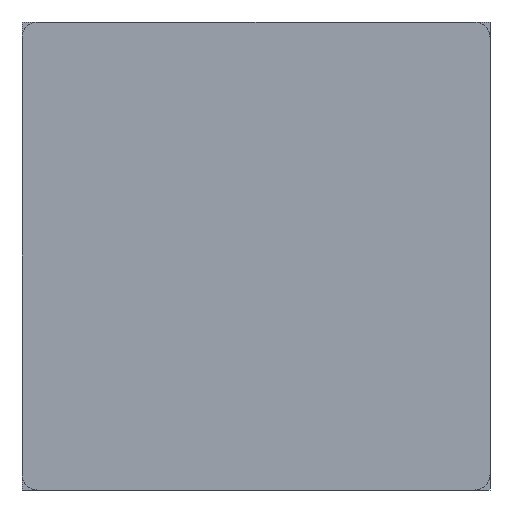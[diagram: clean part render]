
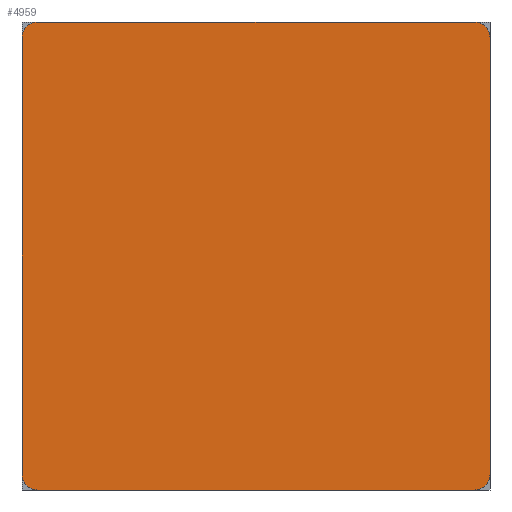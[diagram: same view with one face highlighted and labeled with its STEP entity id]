
A CAD part, front view. The second image highlights one B-rep face of the part: STEP entity #4959.
In plain terms, the highlighted planar face has unit normal (0, -1, 0).
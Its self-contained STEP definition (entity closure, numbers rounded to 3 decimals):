
#390=PLANE('',#5357);
#472=CIRCLE('',#5355,0.05);
#474=CIRCLE('',#5358,0.05);
#475=CIRCLE('',#5359,0.05);
#476=CIRCLE('',#5360,0.05);
#765=FACE_OUTER_BOUND('',#1077,.T.);
#1077=EDGE_LOOP('',(#4578,#4579,#4580,#4581,#4582,#4583,#4584,#4585));
#1614=LINE('',#10770,#2136);
#1615=LINE('',#10774,#2137);
#1616=LINE('',#10778,#2138);
#1617=LINE('',#10781,#2139);
#2136=VECTOR('',#6578,10.);
#2137=VECTOR('',#6581,10.);
#2138=VECTOR('',#6584,10.);
#2139=VECTOR('',#6587,10.);
#2578=VERTEX_POINT('',#10760);
#2579=VERTEX_POINT('',#10761);
#2582=VERTEX_POINT('',#10769);
#2583=VERTEX_POINT('',#10771);
#2584=VERTEX_POINT('',#10773);
#2585=VERTEX_POINT('',#10775);
#2586=VERTEX_POINT('',#10777);
#2587=VERTEX_POINT('',#10779);
#3246=EDGE_CURVE('',#2578,#2579,#472,.T.);
#3250=EDGE_CURVE('',#2578,#2582,#1614,.T.);
#3251=EDGE_CURVE('',#2583,#2582,#474,.T.);
#3252=EDGE_CURVE('',#2583,#2584,#1615,.T.);
#3253=EDGE_CURVE('',#2585,#2584,#475,.T.);
#3254=EDGE_CURVE('',#2585,#2586,#1616,.T.);
#3255=EDGE_CURVE('',#2587,#2586,#476,.T.);
#3256=EDGE_CURVE('',#2587,#2579,#1617,.T.);
#4578=ORIENTED_EDGE('',*,*,#3246,.F.);
#4579=ORIENTED_EDGE('',*,*,#3250,.T.);
#4580=ORIENTED_EDGE('',*,*,#3251,.F.);
#4581=ORIENTED_EDGE('',*,*,#3252,.T.);
#4582=ORIENTED_EDGE('',*,*,#3253,.F.);
#4583=ORIENTED_EDGE('',*,*,#3254,.T.);
#4584=ORIENTED_EDGE('',*,*,#3255,.F.);
#4585=ORIENTED_EDGE('',*,*,#3256,.T.);
#4959=ADVANCED_FACE('',(#765),#390,.T.);
#5355=AXIS2_PLACEMENT_3D('',#10762,#6570,#6571);
#5357=AXIS2_PLACEMENT_3D('',#10768,#6576,#6577);
#5358=AXIS2_PLACEMENT_3D('',#10772,#6579,#6580);
#5359=AXIS2_PLACEMENT_3D('',#10776,#6582,#6583);
#5360=AXIS2_PLACEMENT_3D('',#10780,#6585,#6586);
#6570=DIRECTION('center_axis',(0.,1.,0.));
#6571=DIRECTION('ref_axis',(0.707,0.,-0.707));
#6576=DIRECTION('center_axis',(0.,-1.,0.));
#6577=DIRECTION('ref_axis',(0.,0.,-1.));
#6578=DIRECTION('',(0.,0.,1.));
#6579=DIRECTION('center_axis',(0.,1.,0.));
#6580=DIRECTION('ref_axis',(0.707,0.,0.707));
#6581=DIRECTION('',(-1.,0.,0.));
#6582=DIRECTION('center_axis',(0.,1.,0.));
#6583=DIRECTION('ref_axis',(-0.707,0.,0.707));
#6584=DIRECTION('',(0.,0.,-1.));
#6585=DIRECTION('center_axis',(0.,1.,0.));
#6586=DIRECTION('ref_axis',(-0.707,0.,-0.707));
#6587=DIRECTION('',(1.,0.,0.));
#10760=CARTESIAN_POINT('',(0.75,-0.58,-0.7));
#10761=CARTESIAN_POINT('',(0.7,-0.58,-0.75));
#10762=CARTESIAN_POINT('Origin',(0.7,-0.58,-0.7));
#10768=CARTESIAN_POINT('Origin',(0.,-0.58,0.));
#10769=CARTESIAN_POINT('',(0.75,-0.58,0.7));
#10770=CARTESIAN_POINT('',(0.75,-0.58,0.75));
#10771=CARTESIAN_POINT('',(0.7,-0.58,0.75));
#10772=CARTESIAN_POINT('Origin',(0.7,-0.58,0.7));
#10773=CARTESIAN_POINT('',(-0.7,-0.58,0.75));
#10774=CARTESIAN_POINT('',(0.75,-0.58,0.75));
#10775=CARTESIAN_POINT('',(-0.75,-0.58,0.7));
#10776=CARTESIAN_POINT('Origin',(-0.7,-0.58,0.7));
#10777=CARTESIAN_POINT('',(-0.75,-0.58,-0.7));
#10778=CARTESIAN_POINT('',(-0.75,-0.58,0.75));
#10779=CARTESIAN_POINT('',(-0.7,-0.58,-0.75));
#10780=CARTESIAN_POINT('Origin',(-0.7,-0.58,-0.7));
#10781=CARTESIAN_POINT('',(0.75,-0.58,-0.75));
